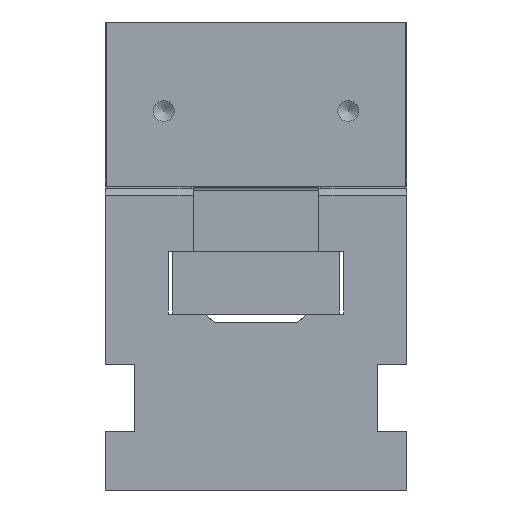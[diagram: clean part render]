
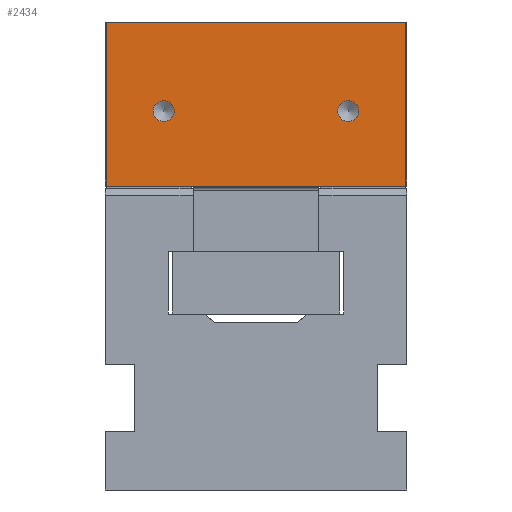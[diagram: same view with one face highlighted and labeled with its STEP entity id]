
A CAD part, front view. The second image highlights one B-rep face of the part: STEP entity #2434.
In plain terms, the highlighted planar face has unit normal (0, -1, 0).
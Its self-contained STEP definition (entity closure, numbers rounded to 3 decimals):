
#2434 = ADVANCED_FACE( '', ( #5026, #5027, #5028 ), #5029, .F. );
#5026 = FACE_BOUND( '', #7756, .T. );
#5027 = FACE_BOUND( '', #7757, .T. );
#5028 = FACE_OUTER_BOUND( '', #7758, .T. );
#5029 = PLANE( '', #7759 );
#7756 = EDGE_LOOP( '', ( #14692 ) );
#7757 = EDGE_LOOP( '', ( #14693 ) );
#7758 = EDGE_LOOP( '', ( #14694, #14695, #14696, #14697, #14698, #14699 ) );
#7759 = AXIS2_PLACEMENT_3D( '', #14700, #14701, #14702 );
#14692 = ORIENTED_EDGE( '', *, *, #18902, .T. );
#14693 = ORIENTED_EDGE( '', *, *, #18903, .T. );
#14694 = ORIENTED_EDGE( '', *, *, #17330, .F. );
#14695 = ORIENTED_EDGE( '', *, *, #16960, .F. );
#14696 = ORIENTED_EDGE( '', *, *, #16915, .F. );
#14697 = ORIENTED_EDGE( '', *, *, #18391, .T. );
#14698 = ORIENTED_EDGE( '', *, *, #18904, .T. );
#14699 = ORIENTED_EDGE( '', *, *, #16957, .F. );
#14700 = CARTESIAN_POINT( '', ( 15., 1., 15.4 ) );
#14701 = DIRECTION( '', ( 0., 1., 0. ) );
#14702 = DIRECTION( '', ( 0., 0., 1. ) );
#16915 = EDGE_CURVE( '', #20610, #20612, #20613, .T. );
#16957 = EDGE_CURVE( '', #20680, #20682, #20683, .T. );
#16960 = EDGE_CURVE( '', #20612, #20687, #20688, .T. );
#17330 = EDGE_CURVE( '', #20687, #20680, #21276, .F. );
#18391 = EDGE_CURVE( '', #20610, #22825, #22827, .T. );
#18902 = EDGE_CURVE( '', #23463, #23463, #23464, .T. );
#18903 = EDGE_CURVE( '', #23465, #23465, #23466, .T. );
#18904 = EDGE_CURVE( '', #22825, #20682, #23467, .T. );
#20610 = VERTEX_POINT( '', #25846 );
#20612 = VERTEX_POINT( '', #25849 );
#20613 = LINE( '', #25850, #25851 );
#20680 = VERTEX_POINT( '', #25947 );
#20682 = VERTEX_POINT( '', #25950 );
#20683 = LINE( '', #25951, #25952 );
#20687 = VERTEX_POINT( '', #25958 );
#20688 = LINE( '', #25959, #25960 );
#21276 = LINE( '', #26808, #26809 );
#22825 = VERTEX_POINT( '', #29089 );
#22827 = LINE( '', #29092, #29093 );
#23463 = VERTEX_POINT( '', #30044 );
#23464 = CIRCLE( '', #30045, 2.5 );
#23465 = VERTEX_POINT( '', #30046 );
#23466 = CIRCLE( '', #30047, 2.5 );
#23467 = LINE( '', #30048, #30049 );
#25846 = CARTESIAN_POINT( '', ( 35.8, 1., 54.7 ) );
#25849 = CARTESIAN_POINT( '', ( 35.8, 1., 15.4 ) );
#25850 = CARTESIAN_POINT( '', ( 35.8, 1., 54.7 ) );
#25851 = VECTOR( '', #31120, 1000. );
#25947 = CARTESIAN_POINT( '', ( -15., 1., 15.4 ) );
#25950 = CARTESIAN_POINT( '', ( -35.8, 1., 15.4 ) );
#25951 = CARTESIAN_POINT( '', ( 35.8, 1., 15.4 ) );
#25952 = VECTOR( '', #31157, 1000. );
#25958 = CARTESIAN_POINT( '', ( 15., 1., 15.4 ) );
#25959 = CARTESIAN_POINT( '', ( 35.8, 1., 15.4 ) );
#25960 = VECTOR( '', #31160, 1000. );
#26808 = CARTESIAN_POINT( '', ( -61.229, 1., 15.4 ) );
#26809 = VECTOR( '', #31508, 1000. );
#29089 = CARTESIAN_POINT( '', ( -35.8, 1., 54.7 ) );
#29092 = CARTESIAN_POINT( '', ( 35.8, 1., 54.7 ) );
#29093 = VECTOR( '', #32430, 1000. );
#30044 = CARTESIAN_POINT( '', ( 22., 1., 30.95 ) );
#30045 = AXIS2_PLACEMENT_3D( '', #32821, #32822, #32823 );
#30046 = CARTESIAN_POINT( '', ( -22., 1., 30.95 ) );
#30047 = AXIS2_PLACEMENT_3D( '', #32824, #32825, #32826 );
#30048 = CARTESIAN_POINT( '', ( -35.8, 1., 54.7 ) );
#30049 = VECTOR( '', #32827, 1000. );
#31120 = DIRECTION( '', ( 0., 0., -1. ) );
#31157 = DIRECTION( '', ( -1., 0., 0. ) );
#31160 = DIRECTION( '', ( -1., 0., 0. ) );
#31508 = DIRECTION( '', ( 1., 0., 0. ) );
#32430 = DIRECTION( '', ( -1., 0., 0. ) );
#32821 = CARTESIAN_POINT( '', ( 22., 1., 33.45 ) );
#32822 = DIRECTION( '', ( 0., 1., 0. ) );
#32823 = DIRECTION( '', ( 0., 0., -1. ) );
#32824 = CARTESIAN_POINT( '', ( -22., 1., 33.45 ) );
#32825 = DIRECTION( '', ( 0., 1., 0. ) );
#32826 = DIRECTION( '', ( 0., 0., -1. ) );
#32827 = DIRECTION( '', ( 0., 0., -1. ) );
